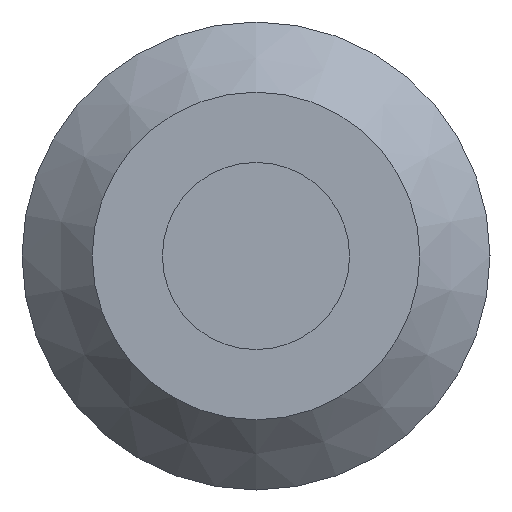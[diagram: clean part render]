
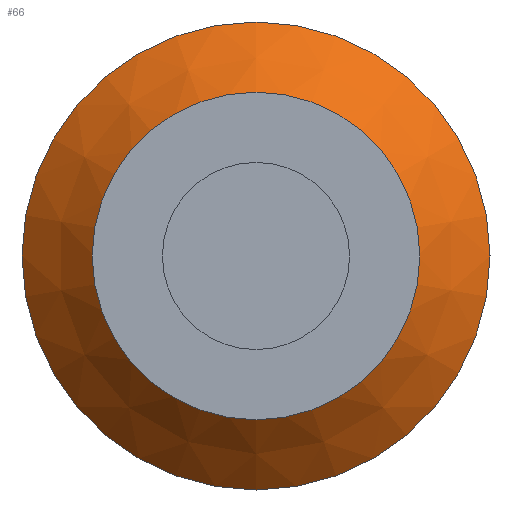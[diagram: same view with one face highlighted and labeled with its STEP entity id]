
A CAD part, left-side view. The second image highlights one B-rep face of the part: STEP entity #66.
In plain terms, the highlighted conical face has half-angle 45 degrees and reference radius 104.062 mm.
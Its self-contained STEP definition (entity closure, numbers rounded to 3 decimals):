
#55=CONICAL_SURFACE('',#217,104.062,45.);
#66=ADVANCED_FACE('',(#86,#87),#55,.T.);
#86=FACE_BOUND('',#111,.T.);
#87=FACE_BOUND('',#112,.T.);
#111=EDGE_LOOP('',(#137));
#112=EDGE_LOOP('',(#138));
#137=ORIENTED_EDGE('',*,*,#172,.T.);
#138=ORIENTED_EDGE('',*,*,#171,.F.);
#158=VERTEX_POINT('',#305);
#159=VERTEX_POINT('',#309);
#171=EDGE_CURVE('',#158,#158,#184,.T.);
#172=EDGE_CURVE('',#159,#159,#185,.T.);
#184=CIRCLE('',#213,10.);
#185=CIRCLE('',#216,6.922);
#213=AXIS2_PLACEMENT_3D('',#304,#251,#252);
#216=AXIS2_PLACEMENT_3D('',#308,#257,#258);
#217=AXIS2_PLACEMENT_3D('',#310,#259,#260);
#251=DIRECTION('',(1.,0.,0.));
#252=DIRECTION('',(0.,0.,-1.));
#257=DIRECTION('',(1.,0.,0.));
#258=DIRECTION('',(0.,0.,1.));
#259=DIRECTION('',(1.,0.,0.));
#260=DIRECTION('',(0.,0.,-1.));
#304=CARTESIAN_POINT('',(27.907,0.,0.));
#305=CARTESIAN_POINT('',(27.907,0.,-10.));
#308=CARTESIAN_POINT('',(24.828,0.,0.));
#309=CARTESIAN_POINT('',(24.828,0.,6.922));
#310=CARTESIAN_POINT('',(121.969,0.,0.));
